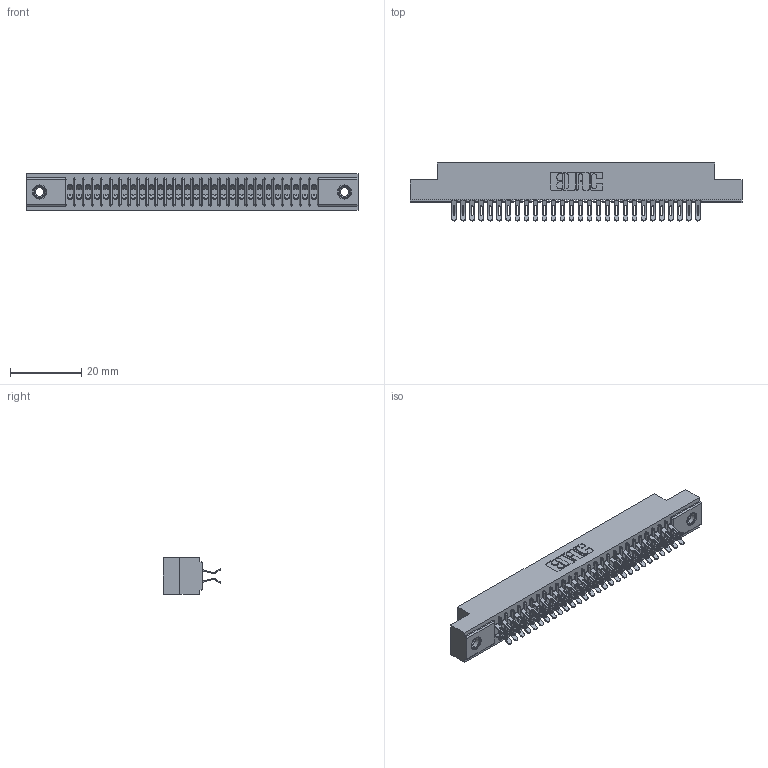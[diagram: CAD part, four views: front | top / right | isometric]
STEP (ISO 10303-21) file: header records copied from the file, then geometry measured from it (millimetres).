
FILE_DESCRIPTION (( 'STEP AP203' ), '1' );
FILE_NAME ('341-056-555-207.STEP', '2018-08-07T15:29:12', ( '' ), ( '' ), 'SwSTEP 2.0', 'SolidWorks 2016', '' );
FILE_SCHEMA (( 'CONFIG_CONTROL_DESIGN' ));
Length unit declared in the file: inch
Products named in the file (4): 345-250-001_345-250-005-103; 341-056-555-207; 341 Part_.156 (3.96) Dia Mounting Holes; 341-292-001_341-292-155
Assembly tree (59 placements, depth 2):
  341-056-555-207
    341 Part_.156 (3.96) Dia Mounting Holes
    341-292-001_341-292-155  x56
    345-250-001_345-250-005-103  x2
Bounding box: 93.34 x 16.31 x 10.16 mm (x, y, z)
Volume: 6938.3 mm3; surface area: 12366.8 mm2
Topology: 59 solids, 59 shells, 4544 faces, 13528 edges, 8802 vertices
Faces by surface type: plane 2452, cylinder 1964, sphere 58, torus 58, cone 12
Entity records: 37406 total; most frequent: CARTESIAN_POINT 6217, ORIENTED_EDGE 6160, DIRECTION 6044, EDGE_CURVE 3080, LINE 2454, VECTOR 2454, VERTEX_POINT 1952, AXIS2_PLACEMENT_3D 1795
